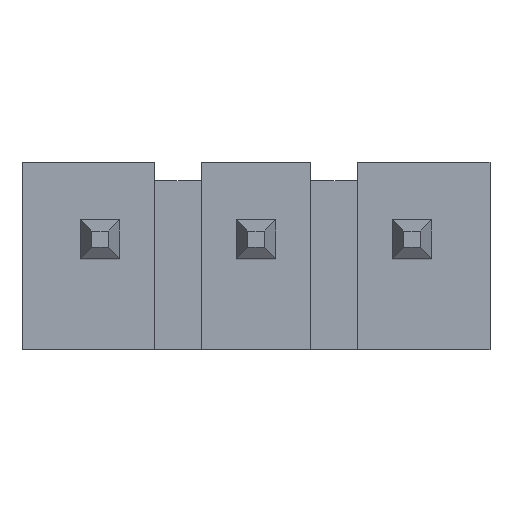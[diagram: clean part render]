
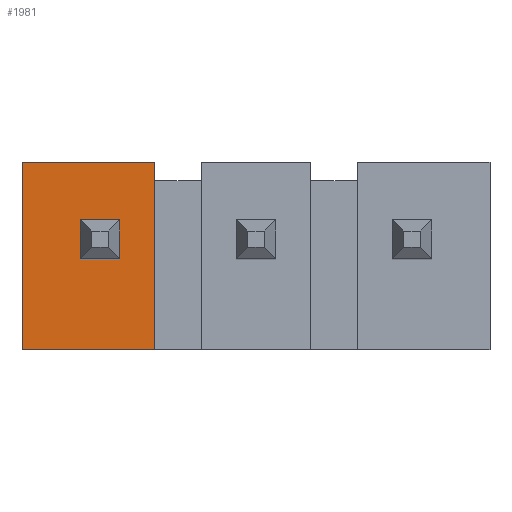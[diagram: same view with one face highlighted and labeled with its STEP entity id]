
A CAD part, top view. The second image highlights one B-rep face of the part: STEP entity #1981.
In plain terms, the highlighted planar face has unit normal (0, 0, 1).
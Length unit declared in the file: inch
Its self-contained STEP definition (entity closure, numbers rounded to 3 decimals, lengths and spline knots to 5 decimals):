
#100=ORIENTED_EDGE('',*,*,#676,.F.);
#101=ORIENTED_EDGE('',*,*,#677,.F.);
#102=ORIENTED_EDGE('',*,*,#678,.F.);
#103=ORIENTED_EDGE('',*,*,#679,.F.);
#104=ORIENTED_EDGE('',*,*,#655,.T.);
#105=ORIENTED_EDGE('',*,*,#680,.F.);
#106=ORIENTED_EDGE('',*,*,#681,.T.);
#107=ORIENTED_EDGE('',*,*,#682,.T.);
#655=EDGE_CURVE('',#944,#943,#1127,.T.);
#676=EDGE_CURVE('',#964,#965,#1148,.T.);
#677=EDGE_CURVE('',#966,#964,#1149,.T.);
#678=EDGE_CURVE('',#967,#966,#1150,.T.);
#679=EDGE_CURVE('',#965,#967,#1151,.T.);
#680=EDGE_CURVE('',#968,#943,#1152,.T.);
#681=EDGE_CURVE('',#968,#969,#1153,.T.);
#682=EDGE_CURVE('',#969,#944,#1154,.T.);
#943=VERTEX_POINT('',#2820);
#944=VERTEX_POINT('',#2822);
#964=VERTEX_POINT('',#2866);
#965=VERTEX_POINT('',#2867);
#966=VERTEX_POINT('',#2869);
#967=VERTEX_POINT('',#2871);
#968=VERTEX_POINT('',#2874);
#969=VERTEX_POINT('',#2876);
#1127=LINE('',#2821,#1391);
#1148=LINE('',#2865,#1412);
#1149=LINE('',#2868,#1413);
#1150=LINE('',#2870,#1414);
#1151=LINE('',#2872,#1415);
#1152=LINE('',#2873,#1416);
#1153=LINE('',#2875,#1417);
#1154=LINE('',#2877,#1418);
#1391=VECTOR('',#2275,39.37008);
#1412=VECTOR('',#2302,39.37008);
#1413=VECTOR('',#2303,39.37008);
#1414=VECTOR('',#2304,39.37008);
#1415=VECTOR('',#2305,39.37008);
#1416=VECTOR('',#2306,39.37008);
#1417=VECTOR('',#2307,39.37008);
#1418=VECTOR('',#2308,39.37008);
#1651=EDGE_LOOP('',(#100,#101,#102,#103));
#1652=EDGE_LOOP('',(#104,#105,#106,#107));
#1767=FACE_BOUND('',#1651,.T.);
#1768=FACE_BOUND('',#1652,.T.);
#1883=PLANE('',#2130);
#1981=ADVANCED_FACE('',(#1767,#1768),#1883,.T.);
#2130=AXIS2_PLACEMENT_3D('',#2864,#2300,#2301);
#2275=DIRECTION('',(1.,0.,0.));
#2300=DIRECTION('',(0.,0.,1.));
#2301=DIRECTION('',(1.,0.,0.));
#2302=DIRECTION('',(-1.,0.,0.));
#2303=DIRECTION('',(0.,1.,0.));
#2304=DIRECTION('',(1.,0.,0.));
#2305=DIRECTION('',(0.,-1.,0.));
#2306=DIRECTION('',(0.,-1.,0.));
#2307=DIRECTION('',(-1.,0.,0.));
#2308=DIRECTION('',(0.,-1.,0.));
#2820=CARTESIAN_POINT('',(-0.065,-0.06,0.05));
#2821=CARTESIAN_POINT('',(-0.15,-0.06,0.05));
#2822=CARTESIAN_POINT('',(-0.15,-0.06,0.05));
#2864=CARTESIAN_POINT('',(0.,0.,0.05));
#2865=CARTESIAN_POINT('',(-0.08775,0.02225,0.05));
#2866=CARTESIAN_POINT('',(-0.08775,0.02225,0.05));
#2867=CARTESIAN_POINT('',(-0.11225,0.02225,0.05));
#2868=CARTESIAN_POINT('',(-0.08775,-0.00225,0.05));
#2869=CARTESIAN_POINT('',(-0.08775,-0.00225,0.05));
#2870=CARTESIAN_POINT('',(-0.11225,-0.00225,0.05));
#2871=CARTESIAN_POINT('',(-0.11225,-0.00225,0.05));
#2872=CARTESIAN_POINT('',(-0.11225,0.02225,0.05));
#2873=CARTESIAN_POINT('',(-0.065,0.148,0.05));
#2874=CARTESIAN_POINT('',(-0.065,0.06,0.05));
#2875=CARTESIAN_POINT('',(0.15,0.06,0.05));
#2876=CARTESIAN_POINT('',(-0.15,0.06,0.05));
#2877=CARTESIAN_POINT('',(-0.15,0.06,0.05));
